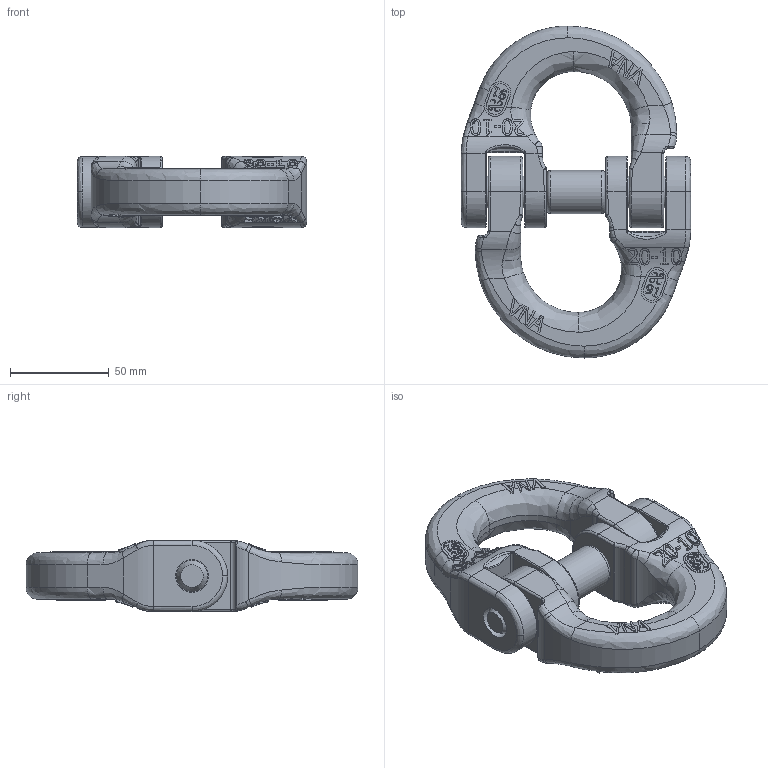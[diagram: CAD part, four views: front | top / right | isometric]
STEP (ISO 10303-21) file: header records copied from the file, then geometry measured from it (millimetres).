
FILE_DESCRIPTION(/* description */ (''),/* implementation_level */ '2;1');
FILE_NAME(/* name */ 'X-015-20.stp',/* time_stamp */ '2018-12-20T22:17:52+08:00',/* author */ ('Tony'),/* organization */ (''),/* preprocessor_version */ 'ST-DEVELOPER v16.1',/* originating_system */ 'Autodesk Inventor 2016',/* authorisation */ '');
FILE_SCHEMA (('AUTOMOTIVE_DESIGN { 1 0 10303 214 3 1 1 }'));
Length unit declared in the file: millimetre
Products named in the file (1): X-015-20
Bounding box: 116 x 168 x 36 mm (x, y, z)
Volume: 288797.9 mm3; surface area: 60443.6 mm2
Topology: 3 solids, 3 shells, 1059 faces, 2859 edges, 1830 vertices
Faces by surface type: bspline 468, plane 432, cylinder 137, torus 20, cone 2
Full cylindrical faces by diameter (mm): 16 x2, 16.5 x6, 22 x1
Entity records: 44247 total; most frequent: CARTESIAN_POINT 21527, ORIENTED_EDGE 5660, DIRECTION 3042, EDGE_CURVE 2830, VERTEX_POINT 1830, B_SPLINE_CURVE_WITH_KNOTS 1290, LINE 1222, VECTOR 1222
